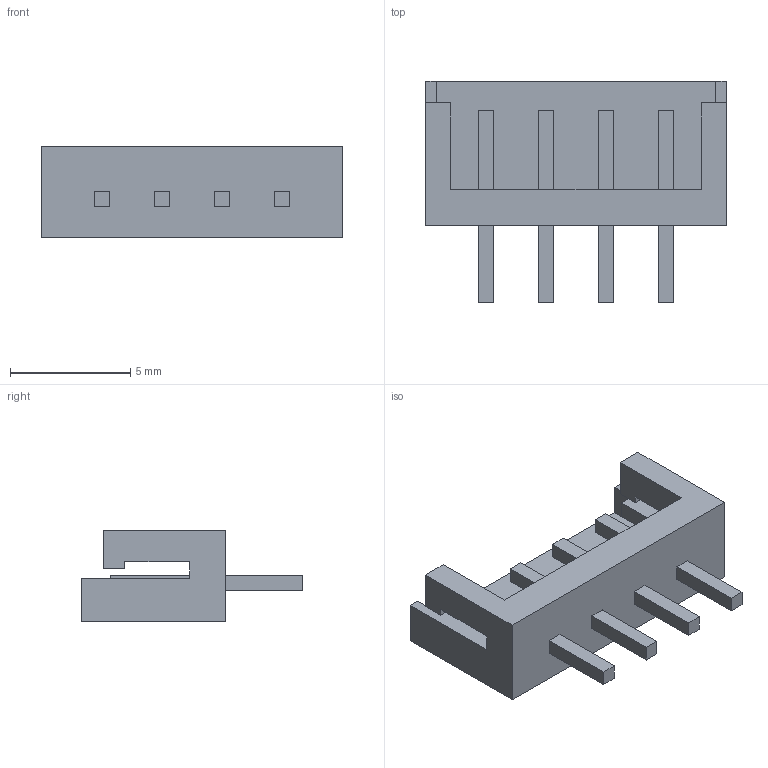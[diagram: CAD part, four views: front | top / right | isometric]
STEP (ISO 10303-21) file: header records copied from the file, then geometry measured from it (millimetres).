
FILE_DESCRIPTION(/* description */ (''),/* implementation_level */ '2;1');
FILE_NAME(/* name */ 'JST-B4B-EH-A.step',/* time_stamp */ '2023-05-14T16:57:58-04:00',/* author */ (''),/* organization */ (''),/* preprocessor_version */ 'ST-DEVELOPER v19.2',/* originating_system */ 'Autodesk Translation Framework v11.17.0.187',/* authorisation */ '');
FILE_SCHEMA (('AUTOMOTIVE_DESIGN { 1 0 10303 214 3 1 1 }'));
Length unit declared in the file: millimetre
Products named in the file (1): JST-B4B-EH-A
Bounding box: 12.5 x 9.2 x 3.8 mm (x, y, z)
Volume: 128.7 mm3; surface area: 426.1 mm2
Topology: 5 solids, 5 shells, 68 faces, 174 edges, 116 vertices
Faces by surface type: plane 68
Entity records: 2070 total; most frequent: CARTESIAN_POINT 359, ORIENTED_EDGE 348, DIRECTION 312, LINE 174, VECTOR 174, EDGE_CURVE 174, VERTEX_POINT 116, EDGE_LOOP 76
